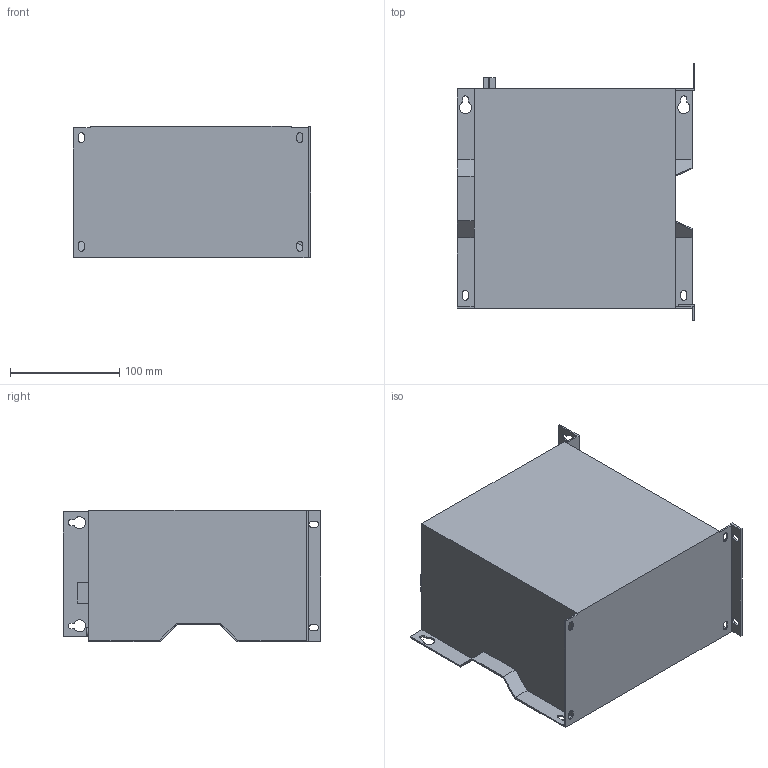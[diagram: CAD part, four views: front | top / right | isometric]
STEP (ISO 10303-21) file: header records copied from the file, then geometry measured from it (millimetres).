
FILE_DESCRIPTION (( 'STEP AP214' ), '1' );
FILE_NAME ('215131.STEP', '2020-05-28T18:25:56', ( '' ), ( '' ), 'SwSTEP 2.0', 'SolidWorks 2018', '' );
FILE_SCHEMA (( 'AUTOMOTIVE_DESIGN' ));
Length unit declared in the file: millimetre
Products named in the file (1): 215131
Bounding box: 217.5 x 236 x 120.5 mm (x, y, z)
Volume: 4327262 mm3; surface area: 200347.3 mm2
Topology: 1 solids, 1 shells, 238 faces, 664 edges, 442 vertices
Faces by surface type: plane 194, cylinder 42, torus 2
Entity records: 7656 total; most frequent: CARTESIAN_POINT 1365, ORIENTED_EDGE 1328, DIRECTION 1228, EDGE_CURVE 664, VECTOR 570, LINE 570, VERTEX_POINT 442, AXIS2_PLACEMENT_3D 329
